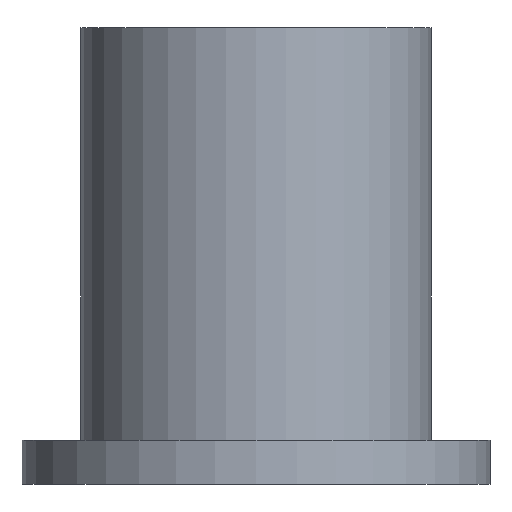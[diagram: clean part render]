
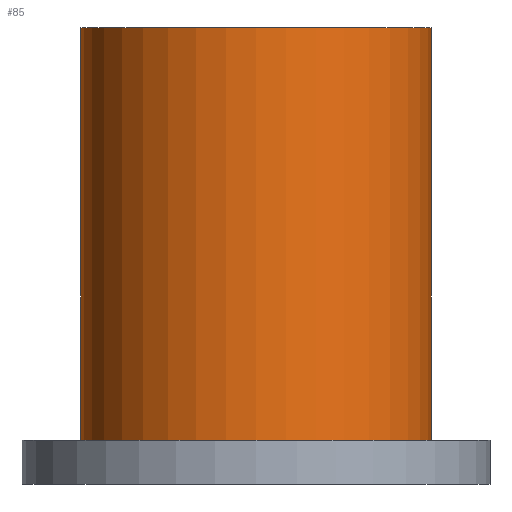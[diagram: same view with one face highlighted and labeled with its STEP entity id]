
A CAD part, front view. The second image highlights one B-rep face of the part: STEP entity #85.
In plain terms, the highlighted cylindrical face has radius 4.75 mm (diameter 9.5 mm), a full revolution.
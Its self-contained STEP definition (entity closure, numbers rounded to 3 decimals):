
#15=LINE('',#153,#18);
#18=VECTOR('',#126,4.75);
#21=CYLINDRICAL_SURFACE('',#107,4.75);
#28=FACE_OUTER_BOUND('',#35,.T.);
#35=EDGE_LOOP('',(#65,#66,#67,#68));
#42=CIRCLE('',#105,4.75);
#44=CIRCLE('',#108,4.75);
#48=VERTEX_POINT('',#147);
#50=VERTEX_POINT('',#152);
#54=EDGE_CURVE('',#48,#48,#42,.T.);
#56=EDGE_CURVE('',#48,#50,#15,.T.);
#57=EDGE_CURVE('',#50,#50,#44,.T.);
#65=ORIENTED_EDGE('',*,*,#54,.T.);
#66=ORIENTED_EDGE('',*,*,#56,.T.);
#67=ORIENTED_EDGE('',*,*,#57,.F.);
#68=ORIENTED_EDGE('',*,*,#56,.F.);
#85=ADVANCED_FACE('',(#28),#21,.T.);
#105=AXIS2_PLACEMENT_3D('',#148,#120,#121);
#107=AXIS2_PLACEMENT_3D('',#151,#124,#125);
#108=AXIS2_PLACEMENT_3D('',#154,#127,#128);
#120=DIRECTION('center_axis',(0.,0.,-1.));
#121=DIRECTION('ref_axis',(1.,0.,0.));
#124=DIRECTION('center_axis',(0.,0.,1.));
#125=DIRECTION('ref_axis',(1.,0.,0.));
#126=DIRECTION('',(0.,0.,-1.));
#127=DIRECTION('center_axis',(0.,0.,-1.));
#128=DIRECTION('ref_axis',(1.,0.,0.));
#147=CARTESIAN_POINT('',(-4.75,0.,12.4));
#148=CARTESIAN_POINT('Origin',(0.,0.,12.4));
#151=CARTESIAN_POINT('Origin',(0.,0.,0.));
#152=CARTESIAN_POINT('',(-4.75,0.,1.2));
#153=CARTESIAN_POINT('',(-4.75,0.,0.));
#154=CARTESIAN_POINT('Origin',(0.,0.,1.2));
